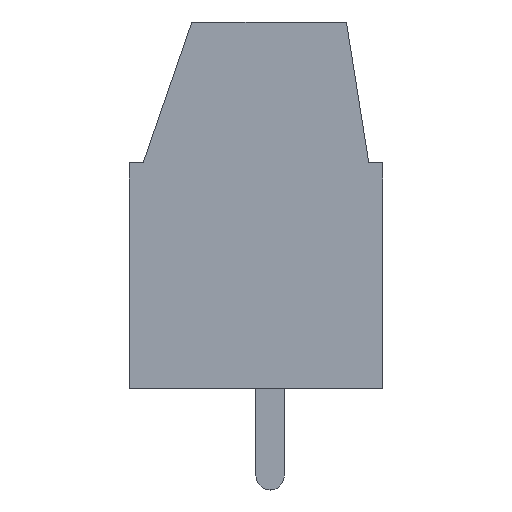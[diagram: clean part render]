
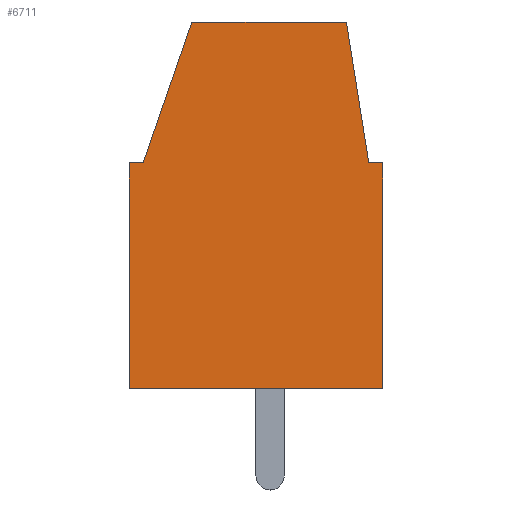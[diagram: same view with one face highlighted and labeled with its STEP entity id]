
A CAD part, left-side view. The second image highlights one B-rep face of the part: STEP entity #6711.
In plain terms, the highlighted face is planar.
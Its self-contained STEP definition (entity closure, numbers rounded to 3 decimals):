
#766=ORIENTED_EDGE('',*,*,#1794,.F.);
#767=ORIENTED_EDGE('',*,*,#1805,.T.);
#768=ORIENTED_EDGE('',*,*,#2021,.T.);
#769=ORIENTED_EDGE('',*,*,#1790,.T.);
#770=ORIENTED_EDGE('',*,*,#2030,.T.);
#771=ORIENTED_EDGE('',*,*,#2014,.T.);
#772=ORIENTED_EDGE('',*,*,#1785,.F.);
#773=ORIENTED_EDGE('',*,*,#1929,.F.);
#1785=EDGE_CURVE('',#2535,#2533,#3030,.T.);
#1790=EDGE_CURVE('',#2537,#2540,#3034,.T.);
#1794=EDGE_CURVE('',#2544,#2545,#3038,.T.);
#1805=EDGE_CURVE('',#2544,#2554,#3049,.T.);
#1929=EDGE_CURVE('',#2545,#2535,#3149,.T.);
#2014=EDGE_CURVE('',#2693,#2533,#3210,.T.);
#2021=EDGE_CURVE('',#2554,#2537,#3216,.T.);
#2030=EDGE_CURVE('',#2540,#2693,#3224,.T.);
#2533=VERTEX_POINT('',#8680);
#2535=VERTEX_POINT('',#8684);
#2537=VERTEX_POINT('',#8690);
#2540=VERTEX_POINT('',#8695);
#2544=VERTEX_POINT('',#8704);
#2545=VERTEX_POINT('',#8706);
#2554=VERTEX_POINT('',#8726);
#2693=VERTEX_POINT('',#9374);
#3030=LINE('',#8685,#3624);
#3034=LINE('',#8696,#3628);
#3038=LINE('',#8705,#3632);
#3049=LINE('',#8727,#3643);
#3149=LINE('',#9038,#3743);
#3210=LINE('',#9373,#3804);
#3216=LINE('',#9388,#3810);
#3224=LINE('',#9408,#3818);
#3624=VECTOR('',#7295,1000.);
#3628=VECTOR('',#7303,1000.);
#3632=VECTOR('',#7309,1000.);
#3643=VECTOR('',#7322,1000.);
#3743=VECTOR('',#7528,1000.);
#3804=VECTOR('',#7683,1000.);
#3810=VECTOR('',#7703,1000.);
#3818=VECTOR('',#7731,1000.);
#4298=EDGE_LOOP('',(#766,#767,#768,#769,#770,#771,#772,#773));
#4553=FACE_BOUND('',#4298,.T.);
#4783=PLANE('',#7019);
#6711=ADVANCED_FACE('',(#4553),#4783,.T.);
#7019=AXIS2_PLACEMENT_3D('',#9414,#7742,#7743);
#7295=DIRECTION('',(0.,1.,0.));
#7303=DIRECTION('',(-1.,0.,0.));
#7309=DIRECTION('',(0.,-1.,0.));
#7322=DIRECTION('',(-1.,0.,0.));
#7528=DIRECTION('',(-1.,0.,0.));
#7683=DIRECTION('',(-1.,0.,0.));
#7703=DIRECTION('',(-0.156,0.988,0.));
#7731=DIRECTION('',(-0.326,-0.946,0.));
#7742=DIRECTION('',(0.,0.,1.));
#7743=DIRECTION('',(1.,0.,0.));
#8680=CARTESIAN_POINT('',(-5.,8.,0.));
#8684=CARTESIAN_POINT('',(-5.,0.,0.));
#8685=CARTESIAN_POINT('',(-5.,0.,0.));
#8690=CARTESIAN_POINT('',(2.708,13.,0.));
#8695=CARTESIAN_POINT('',(-2.778,13.,0.));
#8696=CARTESIAN_POINT('',(0.,13.,0.));
#8704=CARTESIAN_POINT('',(4.,8.,0.));
#8705=CARTESIAN_POINT('',(4.,0.,0.));
#8706=CARTESIAN_POINT('',(4.,0.,0.));
#8726=CARTESIAN_POINT('',(3.5,8.,0.));
#8727=CARTESIAN_POINT('',(0.,8.,0.));
#9038=CARTESIAN_POINT('',(0.,0.,0.));
#9373=CARTESIAN_POINT('',(0.,8.,0.));
#9374=CARTESIAN_POINT('',(-4.5,8.,0.));
#9388=CARTESIAN_POINT('',(4.767,0.,0.));
#9408=CARTESIAN_POINT('',(-7.255,0.,0.));
#9414=CARTESIAN_POINT('',(-4.433,0.923,0.));
